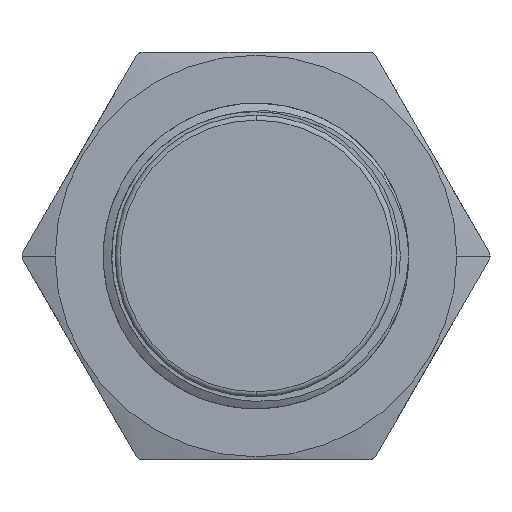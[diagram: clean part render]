
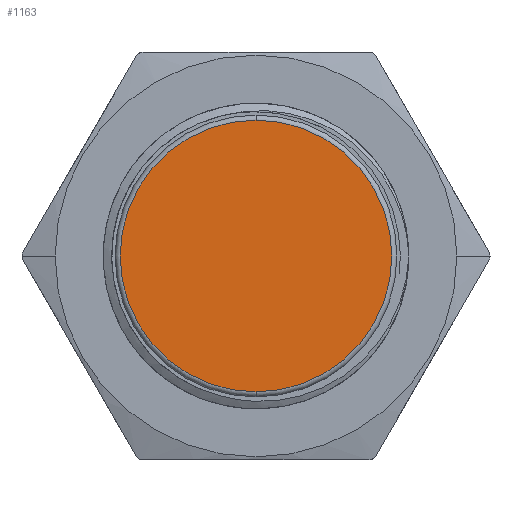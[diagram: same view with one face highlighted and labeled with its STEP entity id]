
A CAD part, front view. The second image highlights one B-rep face of the part: STEP entity #1163.
In plain terms, the highlighted planar face has unit normal (0, -1, 0).
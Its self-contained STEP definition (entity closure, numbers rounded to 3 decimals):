
#846=PLANE('',#6051);
#1163=ADVANCED_FACE('',(#1646),#846,.T.);
#1646=FACE_OUTER_BOUND('',#1984,.T.);
#1984=EDGE_LOOP('',(#3690,#3691));
#2102=CIRCLE('',#6048,8.);
#2103=CIRCLE('',#6050,8.);
#3690=ORIENTED_EDGE('',*,*,#5228,.T.);
#3691=ORIENTED_EDGE('',*,*,#5229,.T.);
#4406=VERTEX_POINT('',#30854);
#4407=VERTEX_POINT('',#30856);
#5228=EDGE_CURVE('',#4406,#4407,#2102,.T.);
#5229=EDGE_CURVE('',#4407,#4406,#2103,.T.);
#6048=AXIS2_PLACEMENT_3D('',#30857,#6903,#6904);
#6050=AXIS2_PLACEMENT_3D('',#30859,#6907,#6908);
#6051=AXIS2_PLACEMENT_3D('',#30860,#6909,#6910);
#6903=DIRECTION('',(0.,-1.,0.));
#6904=DIRECTION('',(0.,0.,1.));
#6907=DIRECTION('',(0.,-1.,0.));
#6908=DIRECTION('',(0.,0.,-1.));
#6909=DIRECTION('',(0.,-1.,0.));
#6910=DIRECTION('',(0.,0.,-1.));
#30854=CARTESIAN_POINT('',(0.,-12.,8.));
#30856=CARTESIAN_POINT('',(0.,-12.,-8.));
#30857=CARTESIAN_POINT('',(0.,-12.,0.));
#30859=CARTESIAN_POINT('',(0.,-12.,0.));
#30860=CARTESIAN_POINT('',(-18.5,-12.,0.));
